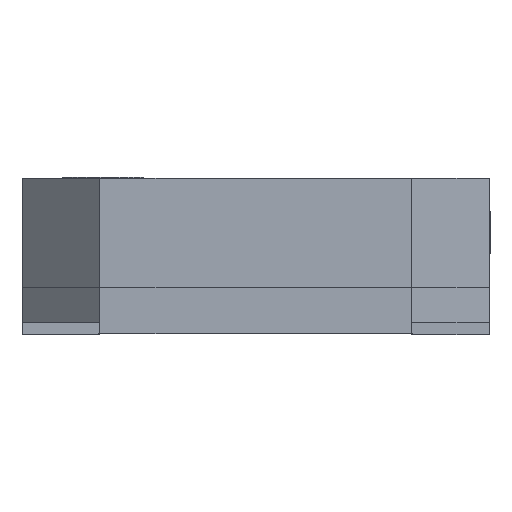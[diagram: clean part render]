
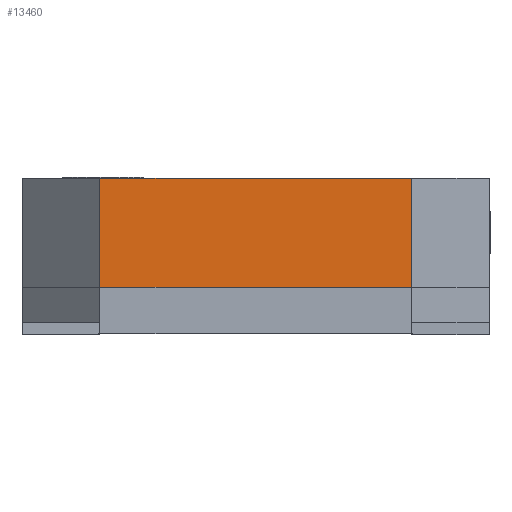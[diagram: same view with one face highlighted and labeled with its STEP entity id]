
A CAD part, left-side view. The second image highlights one B-rep face of the part: STEP entity #13460.
In plain terms, the highlighted planar face has unit normal (-1, 0, 0).
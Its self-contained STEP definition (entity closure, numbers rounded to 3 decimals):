
#5559 = PLANE('',#5560);
#5560 = AXIS2_PLACEMENT_3D('',#5561,#5562,#5563);
#5561 = CARTESIAN_POINT('',(0.,0.,2.51)
  );
#5562 = DIRECTION('',(0.,-0.,-1.));
#5563 = DIRECTION('',(0.,1.,0.));
#7547 = PLANE('',#7548);
#7548 = AXIS2_PLACEMENT_3D('',#7549,#7550,#7551);
#7549 = CARTESIAN_POINT('',(-2.5,-3.75,2.51));
#7550 = DIRECTION('',(0.707,0.707,0.));
#7551 = DIRECTION('',(-0.707,0.707,0.));
#11345 = PLANE('',#11346);
#11346 = AXIS2_PLACEMENT_3D('',#11347,#11348,#11349);
#11347 = CARTESIAN_POINT('',(-3.75,-2.5,2.51));
#11348 = DIRECTION('',(1.,0.,0.));
#11349 = DIRECTION('',(0.,1.,0.));
#13059 = PLANE('',#13060);
#13060 = AXIS2_PLACEMENT_3D('',#13061,#13062,#13063);
#13061 = CARTESIAN_POINT('',(-3.75,2.5,2.51));
#13062 = DIRECTION('',(0.707,-0.707,0.));
#13063 = DIRECTION('',(0.707,0.707,0.));
#13318 = VERTEX_POINT('',#13319);
#13319 = CARTESIAN_POINT('',(-3.75,-2.5,
    0.759));
#13342 = VERTEX_POINT('',#13343);
#13343 = CARTESIAN_POINT('',(-3.75,-2.5,2.51));
#13364 = EDGE_CURVE('',#13342,#13318,#13365,.T.);
#13365 = SURFACE_CURVE('',#13366,(#13370,#13377),.PCURVE_S1.);
#13366 = LINE('',#13367,#13368);
#13367 = CARTESIAN_POINT('',(-3.75,-2.5,2.51));
#13368 = VECTOR('',#13369,1.);
#13369 = DIRECTION('',(0.,0.,-1.));
#13370 = PCURVE('',#7547,#13371);
#13371 = DEFINITIONAL_REPRESENTATION('',(#13372),#13376);
#13372 = LINE('',#13373,#13374);
#13373 = CARTESIAN_POINT('',(1.768,0.));
#13374 = VECTOR('',#13375,1.);
#13375 = DIRECTION('',(0.,-1.));
#13376 = ( GEOMETRIC_REPRESENTATION_CONTEXT(2) 
PARAMETRIC_REPRESENTATION_CONTEXT() REPRESENTATION_CONTEXT('2D SPACE',''
  ) );
#13377 = PCURVE('',#13378,#13383);
#13378 = PLANE('',#13379);
#13379 = AXIS2_PLACEMENT_3D('',#13380,#13381,#13382);
#13380 = CARTESIAN_POINT('',(-3.75,-2.5,2.51));
#13381 = DIRECTION('',(1.,0.,0.));
#13382 = DIRECTION('',(0.,1.,0.));
#13383 = DEFINITIONAL_REPRESENTATION('',(#13384),#13388);
#13384 = LINE('',#13385,#13386);
#13385 = CARTESIAN_POINT('',(0.,0.));
#13386 = VECTOR('',#13387,1.);
#13387 = DIRECTION('',(0.,-1.));
#13388 = ( GEOMETRIC_REPRESENTATION_CONTEXT(2) 
PARAMETRIC_REPRESENTATION_CONTEXT() REPRESENTATION_CONTEXT('2D SPACE',''
  ) );
#13394 = VERTEX_POINT('',#13395);
#13395 = CARTESIAN_POINT('',(-3.75,2.5,
    0.759));
#13416 = EDGE_CURVE('',#13417,#13394,#13419,.T.);
#13417 = VERTEX_POINT('',#13418);
#13418 = CARTESIAN_POINT('',(-3.75,2.5,2.51));
#13419 = SURFACE_CURVE('',#13420,(#13424,#13431),.PCURVE_S1.);
#13420 = LINE('',#13421,#13422);
#13421 = CARTESIAN_POINT('',(-3.75,2.5,2.51));
#13422 = VECTOR('',#13423,1.);
#13423 = DIRECTION('',(0.,0.,-1.));
#13424 = PCURVE('',#13059,#13425);
#13425 = DEFINITIONAL_REPRESENTATION('',(#13426),#13430);
#13426 = LINE('',#13427,#13428);
#13427 = CARTESIAN_POINT('',(0.,0.));
#13428 = VECTOR('',#13429,1.);
#13429 = DIRECTION('',(0.,-1.));
#13430 = ( GEOMETRIC_REPRESENTATION_CONTEXT(2) 
PARAMETRIC_REPRESENTATION_CONTEXT() REPRESENTATION_CONTEXT('2D SPACE',''
  ) );
#13431 = PCURVE('',#13378,#13432);
#13432 = DEFINITIONAL_REPRESENTATION('',(#13433),#13437);
#13433 = LINE('',#13434,#13435);
#13434 = CARTESIAN_POINT('',(5.,0.));
#13435 = VECTOR('',#13436,1.);
#13436 = DIRECTION('',(0.,-1.));
#13437 = ( GEOMETRIC_REPRESENTATION_CONTEXT(2) 
PARAMETRIC_REPRESENTATION_CONTEXT() REPRESENTATION_CONTEXT('2D SPACE',''
  ) );
#13460 = ADVANCED_FACE('',(#13461),#13378,.F.);
#13461 = FACE_BOUND('',#13462,.T.);
#13462 = EDGE_LOOP('',(#13463,#13484,#13485,#13506));
#13463 = ORIENTED_EDGE('',*,*,#13464,.F.);
#13464 = EDGE_CURVE('',#13318,#13394,#13465,.T.);
#13465 = SURFACE_CURVE('',#13466,(#13470,#13477),.PCURVE_S1.);
#13466 = LINE('',#13467,#13468);
#13467 = CARTESIAN_POINT('',(-3.75,-2.5,
    0.759));
#13468 = VECTOR('',#13469,1.);
#13469 = DIRECTION('',(0.,1.,0.));
#13470 = PCURVE('',#13378,#13471);
#13471 = DEFINITIONAL_REPRESENTATION('',(#13472),#13476);
#13472 = LINE('',#13473,#13474);
#13473 = CARTESIAN_POINT('',(0.,-1.751));
#13474 = VECTOR('',#13475,1.);
#13475 = DIRECTION('',(1.,0.));
#13476 = ( GEOMETRIC_REPRESENTATION_CONTEXT(2) 
PARAMETRIC_REPRESENTATION_CONTEXT() REPRESENTATION_CONTEXT('2D SPACE',''
  ) );
#13477 = PCURVE('',#11345,#13478);
#13478 = DEFINITIONAL_REPRESENTATION('',(#13479),#13483);
#13479 = LINE('',#13480,#13481);
#13480 = CARTESIAN_POINT('',(0.,-1.751));
#13481 = VECTOR('',#13482,1.);
#13482 = DIRECTION('',(1.,0.));
#13483 = ( GEOMETRIC_REPRESENTATION_CONTEXT(2) 
PARAMETRIC_REPRESENTATION_CONTEXT() REPRESENTATION_CONTEXT('2D SPACE',''
  ) );
#13484 = ORIENTED_EDGE('',*,*,#13364,.F.);
#13485 = ORIENTED_EDGE('',*,*,#13486,.F.);
#13486 = EDGE_CURVE('',#13417,#13342,#13487,.T.);
#13487 = SURFACE_CURVE('',#13488,(#13492,#13499),.PCURVE_S1.);
#13488 = LINE('',#13489,#13490);
#13489 = CARTESIAN_POINT('',(-3.75,-2.5,2.51));
#13490 = VECTOR('',#13491,1.);
#13491 = DIRECTION('',(0.,-1.,0.));
#13492 = PCURVE('',#13378,#13493);
#13493 = DEFINITIONAL_REPRESENTATION('',(#13494),#13498);
#13494 = LINE('',#13495,#13496);
#13495 = CARTESIAN_POINT('',(0.,0.));
#13496 = VECTOR('',#13497,1.);
#13497 = DIRECTION('',(-1.,0.));
#13498 = ( GEOMETRIC_REPRESENTATION_CONTEXT(2) 
PARAMETRIC_REPRESENTATION_CONTEXT() REPRESENTATION_CONTEXT('2D SPACE',''
  ) );
#13499 = PCURVE('',#5559,#13500);
#13500 = DEFINITIONAL_REPRESENTATION('',(#13501),#13505);
#13501 = LINE('',#13502,#13503);
#13502 = CARTESIAN_POINT('',(-2.5,-3.75));
#13503 = VECTOR('',#13504,1.);
#13504 = DIRECTION('',(-1.,0.));
#13505 = ( GEOMETRIC_REPRESENTATION_CONTEXT(2) 
PARAMETRIC_REPRESENTATION_CONTEXT() REPRESENTATION_CONTEXT('2D SPACE',''
  ) );
#13506 = ORIENTED_EDGE('',*,*,#13416,.T.);
